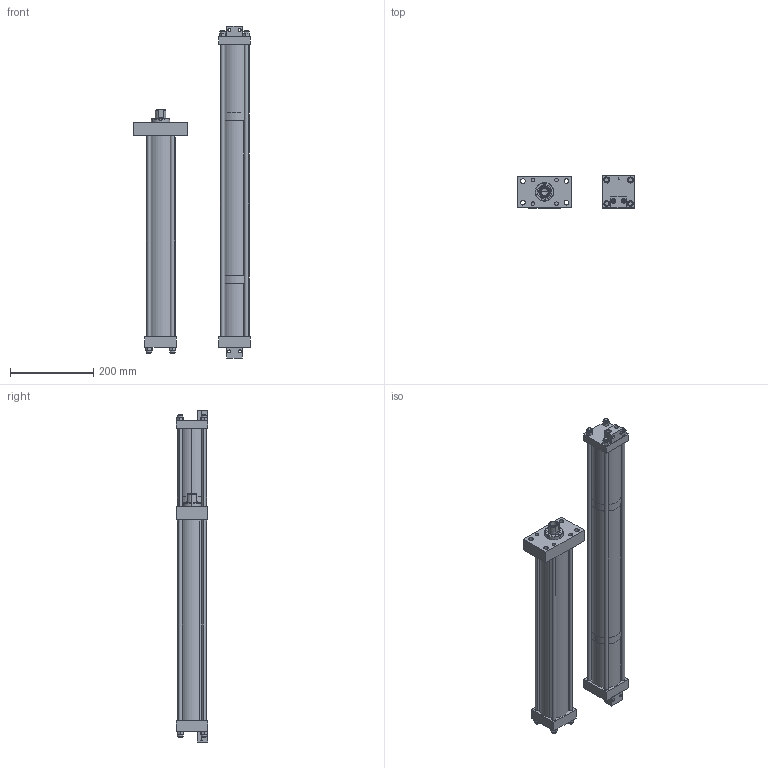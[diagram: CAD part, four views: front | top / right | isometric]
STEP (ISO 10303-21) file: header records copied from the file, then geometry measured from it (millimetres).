
FILE_DESCRIPTION (( 'STEP AP203' ), '1' );
FILE_NAME ('HPS-2-8.00-.25-FH.STEP', '2020-05-19T13:33:08', ( '' ), ( '' ), 'SwSTEP 2.0', 'SolidWorks 2018', '' );
FILE_SCHEMA (( 'CONFIG_CONTROL_DESIGN' ));
Length unit declared in the file: inch
Products named in the file (17): E0211_8.0; E0264; F0262; E0260_8.0; E0101; E02BRK; F0103; E0204_-2; E0261_.25; NLN .375; E0263_8.00-.25(29.450"); ES0205_8.0; HPS-2-8.00-.25-FH; E0213; E0259; G0210; ES0214_.25
Assembly tree (30 placements, depth 2):
  HPS-2-8.00-.25-FH
    E0204_-2
    F0103
    E0101
    G0210
    E0213
    E0264
    NLN .375  x8
    E0259
    F0262
    E02BRK  x2
    ES0205_8.0
    E0260_8.0  x4
    E0211_8.0
    E0261_.25
    ES0214_.25
    E0263_8.00-.25(29.450")  x4
Bounding box: 280.97 x 76.2 x 798.83 mm (x, y, z)
Volume: 2133465 mm3; surface area: 842530.7 mm2
Topology: 30 solids, 30 shells, 484 faces, 1102 edges, 721 vertices
Faces by surface type: cylinder 254, plane 196, cone 34
Entity records: 12820 total; most frequent: CARTESIAN_POINT 2710, DIRECTION 1793, ORIENTED_EDGE 1496, EDGE_CURVE 748, AXIS2_PLACEMENT_3D 736, VERTEX_POINT 489, EDGE_LOOP 441, CIRCLE 379
